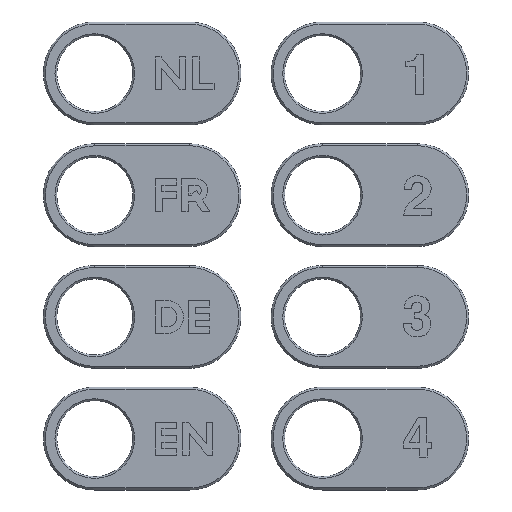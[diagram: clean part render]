
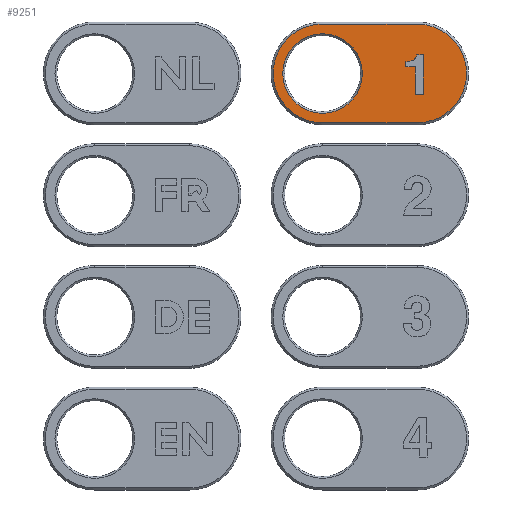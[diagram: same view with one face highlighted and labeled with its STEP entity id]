
A CAD part, top view. The second image highlights one B-rep face of the part: STEP entity #9251.
In plain terms, the highlighted planar face has unit normal (0, 0, 1).
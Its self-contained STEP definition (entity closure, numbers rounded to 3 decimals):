
#8794=CARTESIAN_POINT('',(51.784,40.901,-17.962));
#8795=VERTEX_POINT('',#8794);
#8796=CARTESIAN_POINT('',(51.784,47.845,-17.962));
#8797=VERTEX_POINT('',#8796);
#8798=CARTESIAN_POINT('',(51.784,40.901,-17.962));
#8799=DIRECTION('',(-0.,1.,0.));
#8800=VECTOR('',#8799,6.944);
#8801=LINE('',#8798,#8800);
#8802=EDGE_CURVE('',#8795,#8797,#8801,.T.);
#8834=CARTESIAN_POINT('',(53.814,40.901,-17.962));
#8835=VERTEX_POINT('',#8834);
#8836=CARTESIAN_POINT('',(53.814,40.901,-17.962));
#8837=DIRECTION('',(-1.,0.,0.));
#8838=VECTOR('',#8837,2.03);
#8839=LINE('',#8836,#8838);
#8840=EDGE_CURVE('',#8835,#8795,#8839,.T.);
#8865=CARTESIAN_POINT('',(53.814,50.979,-17.962));
#8866=VERTEX_POINT('',#8865);
#8867=CARTESIAN_POINT('',(53.814,50.979,-17.962));
#8868=DIRECTION('',(0.,-1.,0.));
#8869=VECTOR('',#8868,10.078);
#8870=LINE('',#8867,#8869);
#8871=EDGE_CURVE('',#8866,#8835,#8870,.T.);
#8896=CARTESIAN_POINT('',(52.176,50.979,-17.962));
#8897=VERTEX_POINT('',#8896);
#8898=CARTESIAN_POINT('',(52.176,50.979,-17.962));
#8899=DIRECTION('',(1.,0.,0.));
#8900=VECTOR('',#8899,1.638);
#8901=LINE('',#8898,#8900);
#8902=EDGE_CURVE('',#8897,#8866,#8901,.T.);
#8931=CARTESIAN_POINT('',(52.105,50.587,-17.962));
#8932=VERTEX_POINT('',#8931);
#8933=CARTESIAN_POINT('',(52.176,50.979,-17.962));
#8934=CARTESIAN_POINT('',(52.176,50.943,-17.962));
#8935=CARTESIAN_POINT('',(52.105,50.587,-17.962));
#8936=B_SPLINE_CURVE_WITH_KNOTS('',2,(#8933,#8934,#8935),.UNSPECIFIED.,.F.,.F.,(3,3),(0.,1.),.UNSPECIFIED.);
#8937=EDGE_CURVE('',#8897,#8932,#8936,.T.);
#8976=CARTESIAN_POINT('',(51.713,49.875,-17.962));
#8977=VERTEX_POINT('',#8976);
#8978=CARTESIAN_POINT('',(52.105,50.587,-17.962));
#8979=CARTESIAN_POINT('',(51.912,50.075,-17.962));
#8980=CARTESIAN_POINT('',(51.713,49.875,-17.962));
#8981=B_SPLINE_CURVE_WITH_KNOTS('',2,(#8978,#8979,#8980),.UNSPECIFIED.,.F.,.F.,(3,3),(0.,1.),.UNSPECIFIED.);
#8982=EDGE_CURVE('',#8932,#8977,#8981,.T.);
#9018=CARTESIAN_POINT('',(50.751,49.341,-17.962));
#9019=VERTEX_POINT('',#9018);
#9020=CARTESIAN_POINT('',(51.713,49.875,-17.962));
#9021=CARTESIAN_POINT('',(51.339,49.448,-17.962));
#9022=CARTESIAN_POINT('',(50.751,49.341,-17.962));
#9023=B_SPLINE_CURVE_WITH_KNOTS('',2,(#9020,#9021,#9022),.UNSPECIFIED.,.F.,.F.,(3,3),(0.,1.),.UNSPECIFIED.);
#9024=EDGE_CURVE('',#8977,#9019,#9023,.T.);
#9060=CARTESIAN_POINT('',(49.434,49.199,-17.962));
#9061=VERTEX_POINT('',#9060);
#9062=CARTESIAN_POINT('',(50.751,49.341,-17.962));
#9063=CARTESIAN_POINT('',(50.451,49.255,-17.962));
#9064=CARTESIAN_POINT('',(49.434,49.199,-17.962));
#9065=B_SPLINE_CURVE_WITH_KNOTS('',2,(#9062,#9063,#9064),.UNSPECIFIED.,.F.,.F.,(3,3),(0.,1.),.UNSPECIFIED.);
#9066=EDGE_CURVE('',#9019,#9061,#9065,.T.);
#9101=CARTESIAN_POINT('',(49.434,47.845,-17.962));
#9102=VERTEX_POINT('',#9101);
#9103=CARTESIAN_POINT('',(49.434,47.845,-17.962));
#9104=DIRECTION('',(-0.,1.,0.));
#9105=VECTOR('',#9104,1.353);
#9106=LINE('',#9103,#9105);
#9107=EDGE_CURVE('',#9102,#9061,#9106,.T.);
#9132=CARTESIAN_POINT('',(51.784,47.845,-17.962));
#9133=DIRECTION('',(-1.,0.,0.));
#9134=VECTOR('',#9133,2.35);
#9135=LINE('',#9132,#9134);
#9136=EDGE_CURVE('',#8797,#9102,#9135,.T.);
#9149=CARTESIAN_POINT('',(40.311,52.291,-17.962));
#9150=DIRECTION('',(0.,0.,1.));
#9151=DIRECTION('',(1.,0.,0.));
#9152=AXIS2_PLACEMENT_3D('',#9149,#9150,#9151);
#9153=PLANE('',#9152);
#9154=CARTESIAN_POINT('',(38.403,46.17,-17.962));
#9155=VERTEX_POINT('',#9154);
#9156=CARTESIAN_POINT('',(28.332,46.17,-17.962));
#9157=DIRECTION('',(-0.,-0.,-1.));
#9158=DIRECTION('',(1.,0.,-0.));
#9159=AXIS2_PLACEMENT_3D('',#9156,#9157,#9158);
#9160=CIRCLE('',#9159,10.071);
#9161=EDGE_CURVE('',#9155,#9155,#9160,.T.);
#9162=ORIENTED_EDGE('',*,*,#9161,.T.);
#9163=EDGE_LOOP('',(#9162));
#9164=FACE_BOUND('',#9163,.T.);
#9165=CARTESIAN_POINT('',(15.844,46.201,-17.962));
#9166=VERTEX_POINT('',#9165);
#9167=CARTESIAN_POINT('',(28.332,33.713,-17.962));
#9168=VERTEX_POINT('',#9167);
#9169=CARTESIAN_POINT('',(15.844,46.201,-17.962));
#9170=CARTESIAN_POINT('',(15.832,43.743,-17.962));
#9171=CARTESIAN_POINT('',(16.804,41.418,-17.962));
#9172=CARTESIAN_POINT('',(17.765,39.121,-17.962));
#9173=CARTESIAN_POINT('',(19.512,37.374,-17.962));
#9174=CARTESIAN_POINT('',(21.254,35.633,-17.962));
#9175=CARTESIAN_POINT('',(23.562,34.67,-17.962));
#9176=CARTESIAN_POINT('',(25.886,33.7,-17.962));
#9177=CARTESIAN_POINT('',(28.332,33.713,-17.962));
#9178=B_SPLINE_CURVE_WITH_KNOTS('',2,(#9169,#9170,#9171,#9172,#9173,#9174,#9175,#9176,#9177),.UNSPECIFIED.,.F.,.F.,(3,2,2,2,3),(0.,0.25,0.5,0.75,1.),.UNSPECIFIED.);
#9179=EDGE_CURVE('',#9166,#9168,#9178,.T.);
#9180=ORIENTED_EDGE('',*,*,#9179,.T.);
#9181=CARTESIAN_POINT('',(52.29,33.713,-17.962));
#9182=VERTEX_POINT('',#9181);
#9183=CARTESIAN_POINT('',(28.332,33.713,-17.962));
#9184=DIRECTION('',(1.,0.,-0.));
#9185=VECTOR('',#9184,23.958);
#9186=LINE('',#9183,#9185);
#9187=EDGE_CURVE('',#9168,#9182,#9186,.T.);
#9188=ORIENTED_EDGE('',*,*,#9187,.T.);
#9189=CARTESIAN_POINT('',(64.778,46.201,-17.962));
#9190=VERTEX_POINT('',#9189);
#9191=CARTESIAN_POINT('',(52.29,33.713,-17.962));
#9192=CARTESIAN_POINT('',(54.748,33.7,-17.962));
#9193=CARTESIAN_POINT('',(57.072,34.673,-17.962));
#9194=CARTESIAN_POINT('',(59.369,35.634,-17.962));
#9195=CARTESIAN_POINT('',(61.116,37.38,-17.962));
#9196=CARTESIAN_POINT('',(62.858,39.122,-17.962));
#9197=CARTESIAN_POINT('',(63.82,41.43,-17.962));
#9198=CARTESIAN_POINT('',(64.79,43.755,-17.962));
#9199=CARTESIAN_POINT('',(64.778,46.201,-17.962));
#9200=B_SPLINE_CURVE_WITH_KNOTS('',2,(#9191,#9192,#9193,#9194,#9195,#9196,#9197,#9198,#9199),.UNSPECIFIED.,.F.,.F.,(3,2,2,2,3),(0.,0.25,0.5,0.75,1.),.UNSPECIFIED.);
#9201=EDGE_CURVE('',#9182,#9190,#9200,.T.);
#9202=ORIENTED_EDGE('',*,*,#9201,.T.);
#9203=CARTESIAN_POINT('',(52.29,58.688,-17.962));
#9204=VERTEX_POINT('',#9203);
#9205=CARTESIAN_POINT('',(64.778,46.201,-17.962));
#9206=CARTESIAN_POINT('',(64.79,48.658,-17.962));
#9207=CARTESIAN_POINT('',(63.818,50.983,-17.962));
#9208=CARTESIAN_POINT('',(62.857,53.28,-17.962));
#9209=CARTESIAN_POINT('',(61.11,55.027,-17.962));
#9210=CARTESIAN_POINT('',(59.368,56.768,-17.962));
#9211=CARTESIAN_POINT('',(57.06,57.731,-17.962));
#9212=CARTESIAN_POINT('',(54.736,58.701,-17.962));
#9213=CARTESIAN_POINT('',(52.29,58.688,-17.962));
#9214=B_SPLINE_CURVE_WITH_KNOTS('',2,(#9205,#9206,#9207,#9208,#9209,#9210,#9211,#9212,#9213),.UNSPECIFIED.,.F.,.F.,(3,2,2,2,3),(0.,0.25,0.5,0.75,1.),.UNSPECIFIED.);
#9215=EDGE_CURVE('',#9190,#9204,#9214,.T.);
#9216=ORIENTED_EDGE('',*,*,#9215,.T.);
#9217=CARTESIAN_POINT('',(28.332,58.688,-17.962));
#9218=VERTEX_POINT('',#9217);
#9219=CARTESIAN_POINT('',(52.29,58.688,-17.962));
#9220=DIRECTION('',(-1.,0.,0.));
#9221=VECTOR('',#9220,23.958);
#9222=LINE('',#9219,#9221);
#9223=EDGE_CURVE('',#9204,#9218,#9222,.T.);
#9224=ORIENTED_EDGE('',*,*,#9223,.T.);
#9225=CARTESIAN_POINT('',(28.332,58.688,-17.962));
#9226=CARTESIAN_POINT('',(25.874,58.701,-17.962));
#9227=CARTESIAN_POINT('',(23.55,57.728,-17.962));
#9228=CARTESIAN_POINT('',(21.252,56.767,-17.962));
#9229=CARTESIAN_POINT('',(19.506,55.021,-17.962));
#9230=CARTESIAN_POINT('',(17.764,53.279,-17.962));
#9231=CARTESIAN_POINT('',(16.801,50.971,-17.962));
#9232=CARTESIAN_POINT('',(15.832,48.646,-17.962));
#9233=CARTESIAN_POINT('',(15.844,46.201,-17.962));
#9234=B_SPLINE_CURVE_WITH_KNOTS('',2,(#9225,#9226,#9227,#9228,#9229,#9230,#9231,#9232,#9233),.UNSPECIFIED.,.F.,.F.,(3,2,2,2,3),(0.,0.25,0.5,0.75,1.),.UNSPECIFIED.);
#9235=EDGE_CURVE('',#9218,#9166,#9234,.T.);
#9236=ORIENTED_EDGE('',*,*,#9235,.T.);
#9237=EDGE_LOOP('',(#9180,#9188,#9202,#9216,#9224,#9236));
#9238=FACE_BOUND('',#9237,.T.);
#9239=ORIENTED_EDGE('',*,*,#9136,.T.);
#9240=ORIENTED_EDGE('',*,*,#9107,.T.);
#9241=ORIENTED_EDGE('',*,*,#9066,.F.);
#9242=ORIENTED_EDGE('',*,*,#9024,.F.);
#9243=ORIENTED_EDGE('',*,*,#8982,.F.);
#9244=ORIENTED_EDGE('',*,*,#8937,.F.);
#9245=ORIENTED_EDGE('',*,*,#8902,.T.);
#9246=ORIENTED_EDGE('',*,*,#8871,.T.);
#9247=ORIENTED_EDGE('',*,*,#8840,.T.);
#9248=ORIENTED_EDGE('',*,*,#8802,.T.);
#9249=EDGE_LOOP('',(#9239,#9240,#9241,#9242,#9243,#9244,#9245,#9246,#9247,#9248));
#9250=FACE_BOUND('',#9249,.T.);
#9251=ADVANCED_FACE('',(#9164,#9238,#9250),#9153,.T.);
